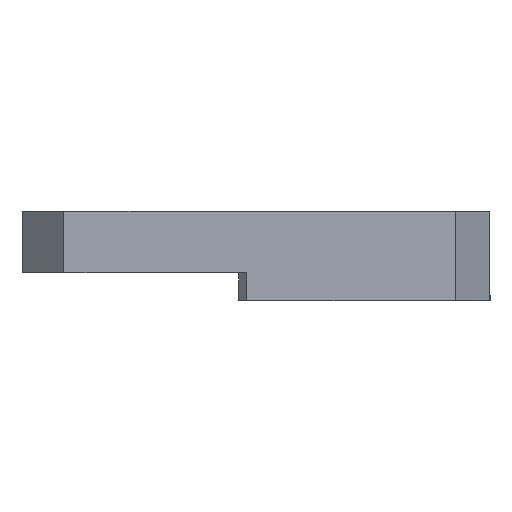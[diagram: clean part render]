
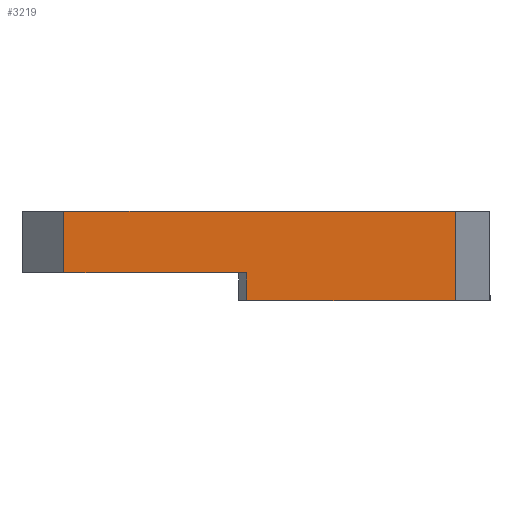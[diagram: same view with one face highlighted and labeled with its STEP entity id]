
A CAD part, front view. The second image highlights one B-rep face of the part: STEP entity #3219.
In plain terms, the highlighted planar face has unit normal (0, -1, 0).
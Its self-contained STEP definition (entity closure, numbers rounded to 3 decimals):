
#218=PLANE('',#3449);
#383=FACE_OUTER_BOUND('',#568,.T.);
#568=EDGE_LOOP('',(#2943,#2944,#2945,#2946,#2947,#2948));
#662=LINE('',#4677,#1032);
#753=LINE('',#5049,#1123);
#918=LINE('',#5409,#1288);
#940=LINE('',#5473,#1310);
#941=LINE('',#5475,#1311);
#942=LINE('',#5476,#1312);
#1032=VECTOR('',#3585,10.);
#1123=VECTOR('',#3776,10.);
#1288=VECTOR('',#4123,10.);
#1310=VECTOR('',#4189,10.);
#1311=VECTOR('',#4192,10.);
#1312=VECTOR('',#4193,10.);
#1440=VERTEX_POINT('',#4674);
#1441=VERTEX_POINT('',#4676);
#1541=VERTEX_POINT('',#5046);
#1542=VERTEX_POINT('',#5048);
#1645=VERTEX_POINT('',#5406);
#1646=VERTEX_POINT('',#5408);
#1769=EDGE_CURVE('',#1440,#1441,#662,.T.);
#1892=EDGE_CURVE('',#1542,#1541,#753,.T.);
#2076=EDGE_CURVE('',#1646,#1645,#918,.T.);
#2108=EDGE_CURVE('',#1542,#1440,#940,.T.);
#2109=EDGE_CURVE('',#1646,#1541,#941,.F.);
#2110=EDGE_CURVE('',#1645,#1441,#942,.T.);
#2943=ORIENTED_EDGE('',*,*,#2108,.F.);
#2944=ORIENTED_EDGE('',*,*,#1892,.T.);
#2945=ORIENTED_EDGE('',*,*,#2109,.F.);
#2946=ORIENTED_EDGE('',*,*,#2076,.T.);
#2947=ORIENTED_EDGE('',*,*,#2110,.T.);
#2948=ORIENTED_EDGE('',*,*,#1769,.F.);
#3219=ADVANCED_FACE('',(#383),#218,.T.);
#3449=AXIS2_PLACEMENT_3D('',#5474,#4190,#4191);
#3585=DIRECTION('',(1.,0.,0.));
#3776=DIRECTION('',(1.,0.,0.));
#4123=DIRECTION('',(1.,0.,0.));
#4189=DIRECTION('',(0.,0.,1.));
#4190=DIRECTION('center_axis',(0.,-1.,0.));
#4191=DIRECTION('ref_axis',(1.,0.,0.));
#4192=DIRECTION('',(0.,0.,-1.));
#4193=DIRECTION('',(0.,0.,1.));
#4674=CARTESIAN_POINT('',(-21.,-23.05,6.4));
#4676=CARTESIAN_POINT('',(7.027,-23.05,6.4));
#4677=CARTESIAN_POINT('',(-24.,-23.05,6.4));
#5046=CARTESIAN_POINT('',(-7.917,-23.05,2.));
#5048=CARTESIAN_POINT('',(-21.,-23.05,2.));
#5049=CARTESIAN_POINT('',(-24.,-23.05,2.));
#5406=CARTESIAN_POINT('',(7.027,-23.05,0.));
#5408=CARTESIAN_POINT('',(-7.917,-23.05,0.));
#5409=CARTESIAN_POINT('',(-8.,-23.05,0.));
#5473=CARTESIAN_POINT('',(-21.,-23.05,1.));
#5474=CARTESIAN_POINT('Origin',(-8.,-23.05,0.));
#5475=CARTESIAN_POINT('',(-7.917,-23.05,0.));
#5476=CARTESIAN_POINT('',(7.027,-23.05,0.));
